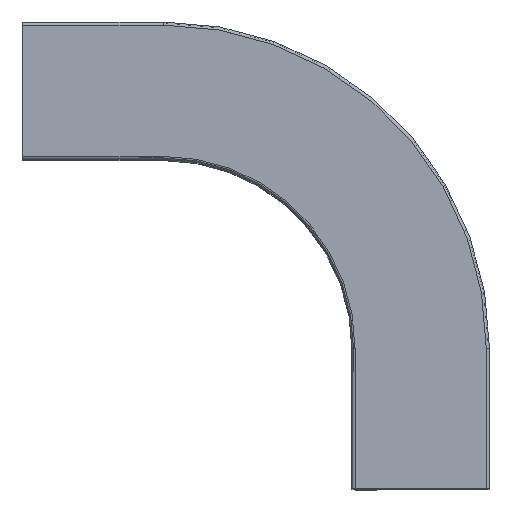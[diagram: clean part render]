
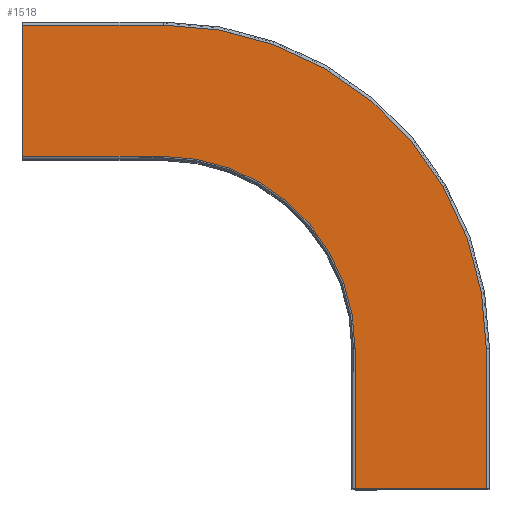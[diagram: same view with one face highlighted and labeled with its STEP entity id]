
A CAD part, top view. The second image highlights one B-rep face of the part: STEP entity #1518.
In plain terms, the highlighted face is planar.
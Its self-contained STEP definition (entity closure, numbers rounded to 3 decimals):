
#2 = DIRECTION ( 'NONE',  ( 0., 1., 0. ) ) ;
#21 = AXIS2_PLACEMENT_3D ( 'NONE', #1546, #833, #94 ) ;
#94 = DIRECTION ( 'NONE',  ( -1., 0., 0. ) ) ;
#120 = VERTEX_POINT ( 'NONE', #1201 ) ;
#128 = EDGE_CURVE ( 'NONE', #186, #1479, #620, .T. ) ;
#141 = CARTESIAN_POINT ( 'NONE',  ( -296.75, 297.75, 0. ) ) ;
#164 = CIRCLE ( 'NONE', #984, 206.75 ) ;
#167 = CARTESIAN_POINT ( 'NONE',  ( -90., 207.75, 0. ) ) ;
#186 = VERTEX_POINT ( 'NONE', #541 ) ;
#195 = AXIS2_PLACEMENT_3D ( 'NONE', #167, #297, #1135 ) ;
#242 = DIRECTION ( 'NONE',  ( 0., -1., 0. ) ) ;
#284 = VECTOR ( 'NONE', #514, 1000. ) ;
#297 = DIRECTION ( 'NONE',  ( 0., 0., -1. ) ) ;
#340 = LINE ( 'NONE', #141, #1575 ) ;
#362 = EDGE_CURVE ( 'NONE', #1109, #120, #1272, .T. ) ;
#363 = DIRECTION ( 'NONE',  ( -1., 0., 0. ) ) ;
#386 = ORIENTED_EDGE ( 'NONE', *, *, #985, .F. ) ;
#391 = CARTESIAN_POINT ( 'NONE',  ( 0., 85., 0. ) ) ;
#400 = CARTESIAN_POINT ( 'NONE',  ( -296.75, 297.75, 0. ) ) ;
#449 = ORIENTED_EDGE ( 'NONE', *, *, #1112, .F. ) ;
#514 = DIRECTION ( 'NONE',  ( 1., 0., 0. ) ) ;
#517 = LINE ( 'NONE', #1300, #1421 ) ;
#541 = CARTESIAN_POINT ( 'NONE',  ( -212.75, 297.75, 0. ) ) ;
#574 = ORIENTED_EDGE ( 'NONE', *, *, #846, .F. ) ;
#620 = LINE ( 'NONE', #847, #978 ) ;
#639 = CARTESIAN_POINT ( 'NONE',  ( -90., 1., 0. ) ) ;
#642 = FACE_OUTER_BOUND ( 'NONE', #1545, .T. ) ;
#648 = ORIENTED_EDGE ( 'NONE', *, *, #1169, .F. ) ;
#663 = VERTEX_POINT ( 'NONE', #1230 ) ;
#716 = DIRECTION ( 'NONE',  ( 0., 1., 0. ) ) ;
#732 = DIRECTION ( 'NONE',  ( 0., 0., 1. ) ) ;
#780 = CARTESIAN_POINT ( 'NONE',  ( -212.75, 207.75, 0. ) ) ;
#786 = ORIENTED_EDGE ( 'NONE', *, *, #362, .F. ) ;
#802 = ORIENTED_EDGE ( 'NONE', *, *, #128, .F. ) ;
#823 = ORIENTED_EDGE ( 'NONE', *, *, #1125, .F. ) ;
#829 = CIRCLE ( 'NONE', #21, 122.75 ) ;
#833 = DIRECTION ( 'NONE',  ( 0., 0., -1. ) ) ;
#846 = EDGE_CURVE ( 'NONE', #663, #1237, #965, .T. ) ;
#847 = CARTESIAN_POINT ( 'NONE',  ( -297.75, 297.75, 0. ) ) ;
#850 = CARTESIAN_POINT ( 'NONE',  ( -296.75, 207.75, 0. ) ) ;
#864 = CARTESIAN_POINT ( 'NONE',  ( 0., 86., 0. ) ) ;
#896 = PLANE ( 'NONE',  #195 ) ;
#938 = EDGE_CURVE ( 'NONE', #120, #663, #1328, .T. ) ;
#965 = LINE ( 'NONE', #391, #1243 ) ;
#978 = VECTOR ( 'NONE', #363, 1000. ) ;
#984 = AXIS2_PLACEMENT_3D ( 'NONE', #1437, #732, #1561 ) ;
#985 = EDGE_CURVE ( 'NONE', #1479, #1177, #340, .T. ) ;
#990 = CARTESIAN_POINT ( 'NONE',  ( -90., 85., 0. ) ) ;
#1027 = VECTOR ( 'NONE', #2, 1000. ) ;
#1109 = VERTEX_POINT ( 'NONE', #1543 ) ;
#1112 = EDGE_CURVE ( 'NONE', #1237, #1524, #829, .T. ) ;
#1125 = EDGE_CURVE ( 'NONE', #1524, #186, #517, .T. ) ;
#1135 = DIRECTION ( 'NONE',  ( -1., 0., 0. ) ) ;
#1169 = EDGE_CURVE ( 'NONE', #1177, #1109, #164, .T. ) ;
#1177 = VERTEX_POINT ( 'NONE', #850 ) ;
#1201 = CARTESIAN_POINT ( 'NONE',  ( 0., 1., 0. ) ) ;
#1230 = CARTESIAN_POINT ( 'NONE',  ( 0., 85., 0. ) ) ;
#1237 = VERTEX_POINT ( 'NONE', #990 ) ;
#1243 = VECTOR ( 'NONE', #1372, 1000. ) ;
#1272 = LINE ( 'NONE', #639, #284 ) ;
#1300 = CARTESIAN_POINT ( 'NONE',  ( -212.75, 207.75, 0. ) ) ;
#1303 = ORIENTED_EDGE ( 'NONE', *, *, #938, .F. ) ;
#1328 = LINE ( 'NONE', #864, #1027 ) ;
#1372 = DIRECTION ( 'NONE',  ( -1., 0., 0. ) ) ;
#1421 = VECTOR ( 'NONE', #716, 1000. ) ;
#1437 = CARTESIAN_POINT ( 'NONE',  ( -90., 207.75, 0. ) ) ;
#1479 = VERTEX_POINT ( 'NONE', #400 ) ;
#1518 = ADVANCED_FACE ( 'NONE', ( #642 ), #896, .T. ) ;
#1524 = VERTEX_POINT ( 'NONE', #780 ) ;
#1543 = CARTESIAN_POINT ( 'NONE',  ( -90., 1., 0. ) ) ;
#1545 = EDGE_LOOP ( 'NONE', ( #823, #449, #574, #1303, #786, #648, #386, #802 ) ) ;
#1546 = CARTESIAN_POINT ( 'NONE',  ( -90., 207.75, 0. ) ) ;
#1561 = DIRECTION ( 'NONE',  ( 1., 0., 0. ) ) ;
#1575 = VECTOR ( 'NONE', #242, 1000. ) ;
